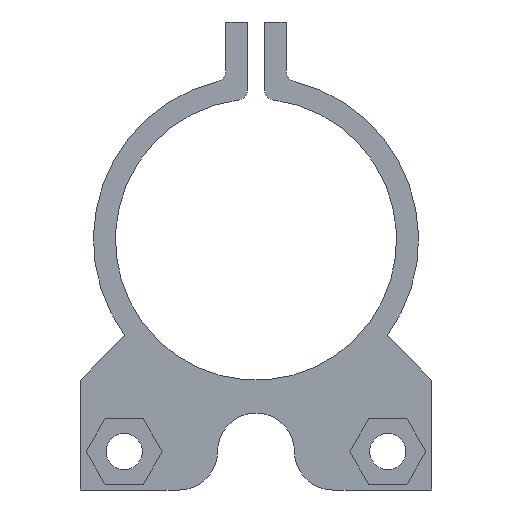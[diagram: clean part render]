
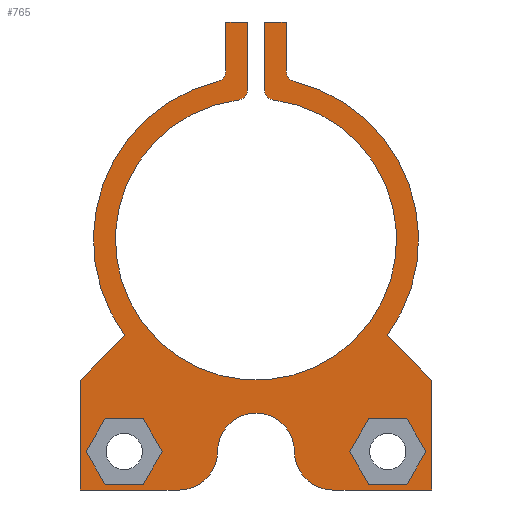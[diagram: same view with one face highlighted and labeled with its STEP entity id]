
A CAD part, left-side view. The second image highlights one B-rep face of the part: STEP entity #765.
In plain terms, the highlighted planar face has unit normal (-1, 0, 0).
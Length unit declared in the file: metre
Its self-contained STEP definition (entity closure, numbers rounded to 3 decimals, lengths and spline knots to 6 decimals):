
#26=CIRCLE('',#821,0.0035);
#27=CIRCLE('',#822,0.0035);
#28=CIRCLE('',#823,0.0035);
#29=CIRCLE('',#824,0.0148);
#30=CIRCLE('',#825,0.001);
#31=CIRCLE('',#826,0.001);
#32=CIRCLE('',#827,0.0128);
#33=CIRCLE('',#828,0.001);
#34=CIRCLE('',#829,0.001);
#35=CIRCLE('',#830,0.0148);
#58=ORIENTED_EDGE('',*,*,#278,.F.);
#59=ORIENTED_EDGE('',*,*,#279,.F.);
#60=ORIENTED_EDGE('',*,*,#280,.F.);
#61=ORIENTED_EDGE('',*,*,#281,.F.);
#62=ORIENTED_EDGE('',*,*,#282,.F.);
#63=ORIENTED_EDGE('',*,*,#283,.F.);
#64=ORIENTED_EDGE('',*,*,#276,.F.);
#65=ORIENTED_EDGE('',*,*,#284,.T.);
#66=ORIENTED_EDGE('',*,*,#285,.T.);
#67=ORIENTED_EDGE('',*,*,#286,.T.);
#68=ORIENTED_EDGE('',*,*,#287,.F.);
#69=ORIENTED_EDGE('',*,*,#288,.F.);
#70=ORIENTED_EDGE('',*,*,#289,.T.);
#71=ORIENTED_EDGE('',*,*,#290,.F.);
#72=ORIENTED_EDGE('',*,*,#291,.T.);
#73=ORIENTED_EDGE('',*,*,#292,.F.);
#74=ORIENTED_EDGE('',*,*,#293,.F.);
#75=ORIENTED_EDGE('',*,*,#294,.T.);
#76=ORIENTED_EDGE('',*,*,#295,.T.);
#77=ORIENTED_EDGE('',*,*,#296,.T.);
#78=ORIENTED_EDGE('',*,*,#297,.T.);
#79=ORIENTED_EDGE('',*,*,#298,.F.);
#80=ORIENTED_EDGE('',*,*,#299,.T.);
#81=ORIENTED_EDGE('',*,*,#300,.T.);
#82=ORIENTED_EDGE('',*,*,#301,.T.);
#83=ORIENTED_EDGE('',*,*,#302,.F.);
#84=ORIENTED_EDGE('',*,*,#303,.F.);
#85=ORIENTED_EDGE('',*,*,#304,.T.);
#86=ORIENTED_EDGE('',*,*,#305,.T.);
#87=ORIENTED_EDGE('',*,*,#306,.T.);
#88=ORIENTED_EDGE('',*,*,#307,.T.);
#89=ORIENTED_EDGE('',*,*,#308,.T.);
#90=ORIENTED_EDGE('',*,*,#309,.T.);
#91=ORIENTED_EDGE('',*,*,#310,.T.);
#276=EDGE_CURVE('',#386,#387,#462,.T.);
#278=EDGE_CURVE('',#388,#389,#464,.T.);
#279=EDGE_CURVE('',#390,#388,#465,.T.);
#280=EDGE_CURVE('',#391,#390,#466,.T.);
#281=EDGE_CURVE('',#392,#391,#467,.T.);
#282=EDGE_CURVE('',#393,#392,#468,.T.);
#283=EDGE_CURVE('',#389,#393,#469,.T.);
#284=EDGE_CURVE('',#386,#394,#26,.F.);
#285=EDGE_CURVE('',#394,#395,#27,.T.);
#286=EDGE_CURVE('',#395,#396,#28,.F.);
#287=EDGE_CURVE('',#397,#396,#470,.T.);
#288=EDGE_CURVE('',#398,#397,#471,.T.);
#289=EDGE_CURVE('',#398,#399,#472,.T.);
#290=EDGE_CURVE('',#400,#399,#29,.T.);
#291=EDGE_CURVE('',#400,#401,#30,.T.);
#292=EDGE_CURVE('',#402,#401,#473,.T.);
#293=EDGE_CURVE('',#403,#402,#474,.T.);
#294=EDGE_CURVE('',#403,#404,#475,.T.);
#295=EDGE_CURVE('',#404,#405,#31,.F.);
#296=EDGE_CURVE('',#405,#406,#32,.T.);
#297=EDGE_CURVE('',#406,#407,#33,.F.);
#298=EDGE_CURVE('',#408,#407,#476,.T.);
#299=EDGE_CURVE('',#408,#409,#477,.T.);
#300=EDGE_CURVE('',#409,#410,#478,.T.);
#301=EDGE_CURVE('',#410,#411,#34,.T.);
#302=EDGE_CURVE('',#412,#411,#35,.T.);
#303=EDGE_CURVE('',#413,#412,#479,.T.);
#304=EDGE_CURVE('',#413,#387,#480,.T.);
#305=EDGE_CURVE('',#414,#415,#481,.T.);
#306=EDGE_CURVE('',#415,#416,#482,.T.);
#307=EDGE_CURVE('',#416,#417,#483,.T.);
#308=EDGE_CURVE('',#417,#418,#484,.T.);
#309=EDGE_CURVE('',#418,#419,#485,.T.);
#310=EDGE_CURVE('',#419,#414,#486,.T.);
#386=VERTEX_POINT('',#1119);
#387=VERTEX_POINT('',#1121);
#388=VERTEX_POINT('',#1125);
#389=VERTEX_POINT('',#1126);
#390=VERTEX_POINT('',#1128);
#391=VERTEX_POINT('',#1130);
#392=VERTEX_POINT('',#1132);
#393=VERTEX_POINT('',#1134);
#394=VERTEX_POINT('',#1137);
#395=VERTEX_POINT('',#1139);
#396=VERTEX_POINT('',#1141);
#397=VERTEX_POINT('',#1143);
#398=VERTEX_POINT('',#1145);
#399=VERTEX_POINT('',#1147);
#400=VERTEX_POINT('',#1149);
#401=VERTEX_POINT('',#1151);
#402=VERTEX_POINT('',#1153);
#403=VERTEX_POINT('',#1155);
#404=VERTEX_POINT('',#1157);
#405=VERTEX_POINT('',#1159);
#406=VERTEX_POINT('',#1161);
#407=VERTEX_POINT('',#1163);
#408=VERTEX_POINT('',#1165);
#409=VERTEX_POINT('',#1167);
#410=VERTEX_POINT('',#1169);
#411=VERTEX_POINT('',#1171);
#412=VERTEX_POINT('',#1173);
#413=VERTEX_POINT('',#1175);
#414=VERTEX_POINT('',#1178);
#415=VERTEX_POINT('',#1179);
#416=VERTEX_POINT('',#1181);
#417=VERTEX_POINT('',#1183);
#418=VERTEX_POINT('',#1185);
#419=VERTEX_POINT('',#1187);
#462=LINE('',#1120,#544);
#464=LINE('',#1124,#546);
#465=LINE('',#1127,#547);
#466=LINE('',#1129,#548);
#467=LINE('',#1131,#549);
#468=LINE('',#1133,#550);
#469=LINE('',#1135,#551);
#470=LINE('',#1142,#552);
#471=LINE('',#1144,#553);
#472=LINE('',#1146,#554);
#473=LINE('',#1152,#555);
#474=LINE('',#1154,#556);
#475=LINE('',#1156,#557);
#476=LINE('',#1164,#558);
#477=LINE('',#1166,#559);
#478=LINE('',#1168,#560);
#479=LINE('',#1174,#561);
#480=LINE('',#1176,#562);
#481=LINE('',#1177,#563);
#482=LINE('',#1180,#564);
#483=LINE('',#1182,#565);
#484=LINE('',#1184,#566);
#485=LINE('',#1186,#567);
#486=LINE('',#1188,#568);
#544=VECTOR('',#895,1.);
#546=VECTOR('',#899,1.);
#547=VECTOR('',#900,1.);
#548=VECTOR('',#901,1.);
#549=VECTOR('',#902,1.);
#550=VECTOR('',#903,1.);
#551=VECTOR('',#904,1.);
#552=VECTOR('',#911,1.);
#553=VECTOR('',#912,1.);
#554=VECTOR('',#913,1.);
#555=VECTOR('',#918,1.);
#556=VECTOR('',#919,1.);
#557=VECTOR('',#920,1.);
#558=VECTOR('',#927,1.);
#559=VECTOR('',#928,1.);
#560=VECTOR('',#929,1.);
#561=VECTOR('',#934,1.);
#562=VECTOR('',#935,1.);
#563=VECTOR('',#936,1.);
#564=VECTOR('',#937,1.);
#565=VECTOR('',#938,1.);
#566=VECTOR('',#939,1.);
#567=VECTOR('',#940,1.);
#568=VECTOR('',#941,1.);
#625=EDGE_LOOP('',(#58,#59,#60,#61,#62,#63));
#626=EDGE_LOOP('',(#64,#65,#66,#67,#68,#69,#70,#71,#72,#73,#74,#75,#76,
#77,#78,#79,#80,#81,#82,#83,#84,#85));
#627=EDGE_LOOP('',(#86,#87,#88,#89,#90,#91));
#681=FACE_BOUND('',#625,.T.);
#682=FACE_BOUND('',#626,.T.);
#683=FACE_BOUND('',#627,.T.);
#737=PLANE('',#820);
#765=ADVANCED_FACE('',(#681,#682,#683),#737,.F.);
#820=AXIS2_PLACEMENT_3D('',#1123,#897,#898);
#821=AXIS2_PLACEMENT_3D('',#1136,#905,#906);
#822=AXIS2_PLACEMENT_3D('',#1138,#907,#908);
#823=AXIS2_PLACEMENT_3D('',#1140,#909,#910);
#824=AXIS2_PLACEMENT_3D('',#1148,#914,#915);
#825=AXIS2_PLACEMENT_3D('',#1150,#916,#917);
#826=AXIS2_PLACEMENT_3D('',#1158,#921,#922);
#827=AXIS2_PLACEMENT_3D('',#1160,#923,#924);
#828=AXIS2_PLACEMENT_3D('',#1162,#925,#926);
#829=AXIS2_PLACEMENT_3D('',#1170,#930,#931);
#830=AXIS2_PLACEMENT_3D('',#1172,#932,#933);
#895=DIRECTION('',(0.,1.,0.));
#897=DIRECTION('',(1.,0.,0.));
#898=DIRECTION('',(0.,1.,0.));
#899=DIRECTION('',(0.,-1.,0.));
#900=DIRECTION('',(0.,-0.5,-0.866));
#901=DIRECTION('',(0.,0.5,-0.866));
#902=DIRECTION('',(0.,1.,0.));
#903=DIRECTION('',(0.,0.5,0.866));
#904=DIRECTION('',(0.,-0.5,0.866));
#905=DIRECTION('',(1.,0.,0.));
#906=DIRECTION('',(0.,0.,-1.));
#907=DIRECTION('',(1.,0.,0.));
#908=DIRECTION('',(0.,0.,-1.));
#909=DIRECTION('',(1.,0.,0.));
#910=DIRECTION('',(0.,0.,-1.));
#911=DIRECTION('',(0.,1.,0.));
#912=DIRECTION('',(0.,0.,-1.));
#913=DIRECTION('',(0.,0.707,0.707));
#914=DIRECTION('',(1.,0.,0.));
#915=DIRECTION('',(0.,0.,-1.));
#916=DIRECTION('',(1.,0.,0.));
#917=DIRECTION('',(0.,0.,-1.));
#918=DIRECTION('',(0.,0.,-1.));
#919=DIRECTION('',(0.,-1.,0.));
#920=DIRECTION('',(0.,0.,-1.));
#921=DIRECTION('',(1.,0.,0.));
#922=DIRECTION('',(0.,0.,-1.));
#923=DIRECTION('',(1.,0.,0.));
#924=DIRECTION('',(0.,0.,-1.));
#925=DIRECTION('',(1.,0.,0.));
#926=DIRECTION('',(0.,0.,-1.));
#927=DIRECTION('',(0.,0.,-1.));
#928=DIRECTION('',(0.,1.,0.));
#929=DIRECTION('',(0.,0.,-1.));
#930=DIRECTION('',(1.,0.,0.));
#931=DIRECTION('',(0.,0.,-1.));
#932=DIRECTION('',(1.,0.,0.));
#933=DIRECTION('',(0.,0.,-1.));
#934=DIRECTION('',(0.,-0.707,0.707));
#935=DIRECTION('',(0.,0.,-1.));
#936=DIRECTION('',(0.,0.5,0.866));
#937=DIRECTION('',(0.,-0.5,0.866));
#938=DIRECTION('',(0.,-1.,0.));
#939=DIRECTION('',(0.,-0.5,-0.866));
#940=DIRECTION('',(0.,0.5,-0.866));
#941=DIRECTION('',(0.,1.,0.));
#1119=CARTESIAN_POINT('',(0.,0.007,-0.0228));
#1120=CARTESIAN_POINT('',(0.,0.,-0.0228));
#1121=CARTESIAN_POINT('',(0.,0.016,-0.0228));
#1123=CARTESIAN_POINT('',(0.,0.,-0.0015));
#1124=CARTESIAN_POINT('',(0.,0.012,-0.0223));
#1125=CARTESIAN_POINT('',(0.,0.013732,-0.0223));
#1126=CARTESIAN_POINT('',(0.,0.010268,-0.0223));
#1127=CARTESIAN_POINT('',(0.,0.014598,-0.0208));
#1128=CARTESIAN_POINT('',(0.,0.015464,-0.0193));
#1129=CARTESIAN_POINT('',(0.,0.014598,-0.0178));
#1130=CARTESIAN_POINT('',(0.,0.013732,-0.0163));
#1131=CARTESIAN_POINT('',(0.,0.012,-0.0163));
#1132=CARTESIAN_POINT('',(0.,0.010268,-0.0163));
#1133=CARTESIAN_POINT('',(0.,0.009402,-0.0178));
#1134=CARTESIAN_POINT('',(0.,0.008536,-0.0193));
#1135=CARTESIAN_POINT('',(0.,0.009402,-0.0208));
#1136=CARTESIAN_POINT('',(0.,0.007,-0.0193));
#1137=CARTESIAN_POINT('',(0.,0.0035,-0.0193));
#1138=CARTESIAN_POINT('',(0.,0.,-0.0193));
#1139=CARTESIAN_POINT('',(0.,-0.0035,-0.0193));
#1140=CARTESIAN_POINT('',(0.,-0.007,-0.0193));
#1141=CARTESIAN_POINT('',(0.,-0.007,-0.0228));
#1142=CARTESIAN_POINT('',(0.,0.,-0.0228));
#1143=CARTESIAN_POINT('',(0.,-0.016,-0.0228));
#1144=CARTESIAN_POINT('',(0.,-0.016,-0.0178));
#1145=CARTESIAN_POINT('',(0.,-0.016,-0.0128));
#1146=CARTESIAN_POINT('',(0.,-0.013971,-0.010771));
#1147=CARTESIAN_POINT('',(0.,-0.011942,-0.008742));
#1148=CARTESIAN_POINT('',(0.,0.,0.));
#1149=CARTESIAN_POINT('',(0.,-0.003513,0.014377));
#1150=CARTESIAN_POINT('',(0.,-0.00375,0.015349));
#1151=CARTESIAN_POINT('',(0.,-0.00275,0.015349));
#1152=CARTESIAN_POINT('',(0.,-0.00275,0.017171));
#1153=CARTESIAN_POINT('',(0.,-0.00275,0.0198));
#1154=CARTESIAN_POINT('',(0.,-0.00175,0.0198));
#1155=CARTESIAN_POINT('',(0.,-0.00075,0.0198));
#1156=CARTESIAN_POINT('',(0.,-0.00075,0.013779));
#1157=CARTESIAN_POINT('',(0.,-0.00075,0.013689));
#1158=CARTESIAN_POINT('',(0.,-0.00175,0.013689));
#1159=CARTESIAN_POINT('',(0.,-0.001623,0.012697));
#1160=CARTESIAN_POINT('',(0.,0.,0.));
#1161=CARTESIAN_POINT('',(0.,0.001623,0.012697));
#1162=CARTESIAN_POINT('',(0.,0.00175,0.013689));
#1163=CARTESIAN_POINT('',(0.,0.00075,0.013689));
#1164=CARTESIAN_POINT('',(0.,0.00075,0.01729));
#1165=CARTESIAN_POINT('',(0.,0.00075,0.0198));
#1166=CARTESIAN_POINT('',(0.,0.00175,0.0198));
#1167=CARTESIAN_POINT('',(0.,0.00275,0.0198));
#1168=CARTESIAN_POINT('',(0.,0.00275,0.017171));
#1169=CARTESIAN_POINT('',(0.,0.00275,0.015349));
#1170=CARTESIAN_POINT('',(0.,0.00375,0.015349));
#1171=CARTESIAN_POINT('',(0.,0.003513,0.014377));
#1172=CARTESIAN_POINT('',(0.,0.,0.));
#1173=CARTESIAN_POINT('',(0.,0.011942,-0.008742));
#1174=CARTESIAN_POINT('',(0.,0.013971,-0.010771));
#1175=CARTESIAN_POINT('',(0.,0.016,-0.0128));
#1176=CARTESIAN_POINT('',(0.,0.016,-0.0178));
#1177=CARTESIAN_POINT('',(0.,-0.009402,-0.0208));
#1178=CARTESIAN_POINT('',(0.,-0.010268,-0.0223));
#1179=CARTESIAN_POINT('',(0.,-0.008536,-0.0193));
#1180=CARTESIAN_POINT('',(0.,-0.009402,-0.0178));
#1181=CARTESIAN_POINT('',(0.,-0.010268,-0.0163));
#1182=CARTESIAN_POINT('',(0.,-0.012,-0.0163));
#1183=CARTESIAN_POINT('',(0.,-0.013732,-0.0163));
#1184=CARTESIAN_POINT('',(0.,-0.014598,-0.0178));
#1185=CARTESIAN_POINT('',(0.,-0.015464,-0.0193));
#1186=CARTESIAN_POINT('',(0.,-0.014598,-0.0208));
#1187=CARTESIAN_POINT('',(0.,-0.013732,-0.0223));
#1188=CARTESIAN_POINT('',(0.,-0.012,-0.0223));
